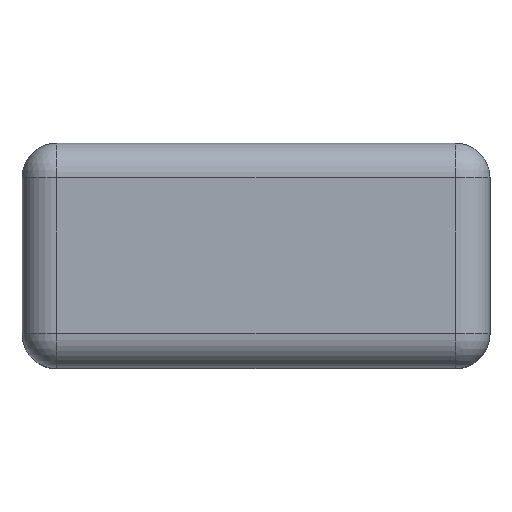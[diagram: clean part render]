
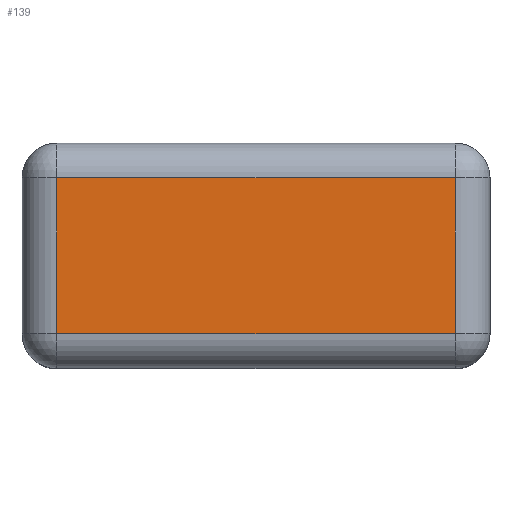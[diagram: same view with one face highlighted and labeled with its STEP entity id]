
A CAD part, top view. The second image highlights one B-rep face of the part: STEP entity #139.
In plain terms, the highlighted planar face has unit normal (0, 0, 1).
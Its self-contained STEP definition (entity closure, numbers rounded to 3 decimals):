
#139=ADVANCED_FACE('',(#399),#401,.T.);
#399=FACE_BOUND('',#400,.T.);
#400=EDGE_LOOP('',(#574,#575,#576,#577));
#401=PLANE('',#402);
#402=AXIS2_PLACEMENT_3D('',#403,#404,#405);
#403=CARTESIAN_POINT('',(0.,0.,31.5));
#404=DIRECTION('',(0.,0.,1.));
#405=DIRECTION('',(1.,0.,0.));
#574=ORIENTED_EDGE('',*,*,#674,.T.);
#575=ORIENTED_EDGE('',*,*,#675,.T.);
#576=ORIENTED_EDGE('',*,*,#676,.T.);
#577=ORIENTED_EDGE('',*,*,#677,.T.);
#674=EDGE_CURVE('',#750,#751,#752,.T.);
#675=EDGE_CURVE('',#751,#753,#754,.T.);
#676=EDGE_CURVE('',#753,#755,#756,.T.);
#677=EDGE_CURVE('',#755,#750,#757,.T.);
#750=VERTEX_POINT('',#882);
#751=VERTEX_POINT('',#883);
#752=LINE('',#884,#885);
#753=VERTEX_POINT('',#887);
#754=LINE('',#888,#889);
#755=VERTEX_POINT('',#891);
#756=LINE('',#892,#893);
#757=LINE('',#895,#896);
#882=CARTESIAN_POINT('',(-0.75,-2.25,31.5));
#883=CARTESIAN_POINT('',(10.75,-2.25,31.5));
#884=CARTESIAN_POINT('',(-0.75,-2.25,31.5));
#885=VECTOR('',#886,1.);
#886=DIRECTION('',(1.,0.,0.));
#887=CARTESIAN_POINT('',(10.75,2.25,31.5));
#888=CARTESIAN_POINT('',(10.75,-2.25,31.5));
#889=VECTOR('',#890,1.);
#890=DIRECTION('',(0.,1.,0.));
#891=CARTESIAN_POINT('',(-0.75,2.25,31.5));
#892=CARTESIAN_POINT('',(10.75,2.25,31.5));
#893=VECTOR('',#894,1.);
#894=DIRECTION('',(-1.,0.,0.));
#895=CARTESIAN_POINT('',(-0.75,2.25,31.5));
#896=VECTOR('',#897,1.);
#897=DIRECTION('',(0.,-1.,0.));
